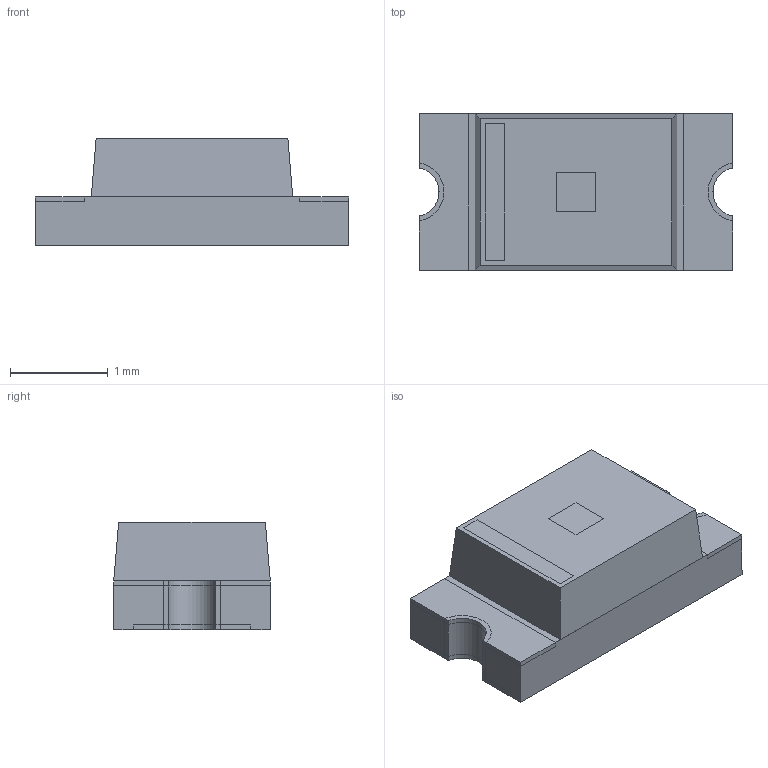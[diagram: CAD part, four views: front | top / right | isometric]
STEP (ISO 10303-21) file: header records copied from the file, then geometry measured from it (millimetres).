
FILE_DESCRIPTION((''),'2;1');
FILE_NAME('LED_LITEON_LTST-C150TBKT.stp','2013-05-28T16:30:31',(''),(''),'Mechanical Desktop 2011','Mechanical Desktop 2011',', , ');
FILE_SCHEMA(('AUTOMOTIVE_DESIGN { 1 2 10303 214 1 1 1 1 }'));
Length unit declared in the file: millimetre
Products named in the file (1): Product
Bounding box: 3.2 x 1.6 x 1.1 mm (x, y, z)
Volume: 4.4 mm3; surface area: 34.4 mm2
Topology: 10 solids, 10 shells, 94 faces, 216 edges, 144 vertices
Faces by surface type: plane 60, bspline 29, cylinder 5
Entity records: 2742 total; most frequent: CARTESIAN_POINT 612, ORIENTED_EDGE 432, DIRECTION 368, EDGE_CURVE 216, VECTOR 196, LINE 196, VERTEX_POINT 144, EDGE_LOOP 96
